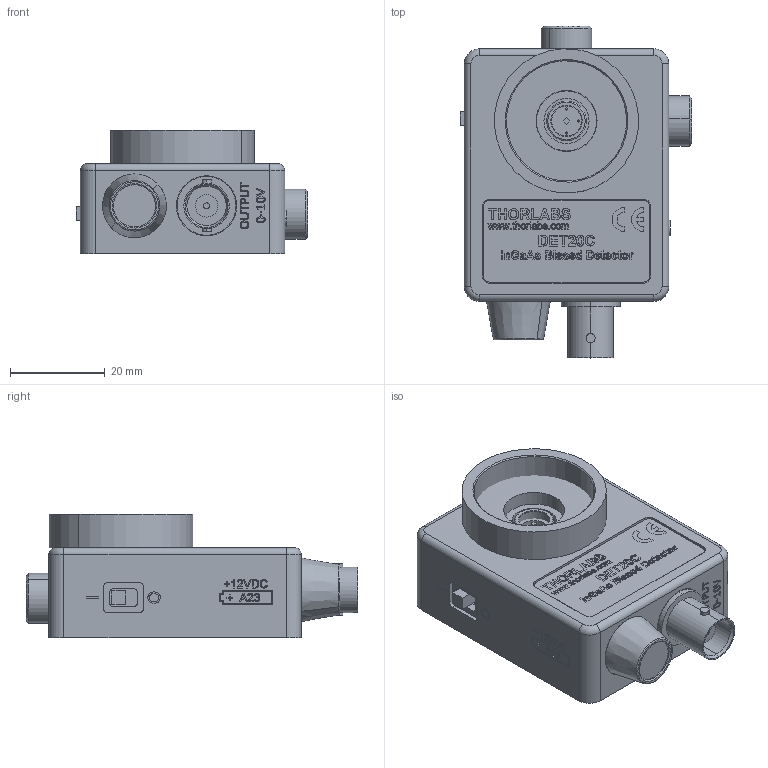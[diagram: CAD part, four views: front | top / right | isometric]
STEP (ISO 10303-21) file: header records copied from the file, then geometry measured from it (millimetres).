
FILE_DESCRIPTION (( 'STEP AP214' ), '1' );
FILE_NAME ('23157-E0W.STEP', '2012-03-21T14:38:33', ( 'Admin' ), ( '' ), 'SwSTEP 2.0', 'SolidWorks 2011', '' );
FILE_SCHEMA (( 'AUTOMOTIVE_DESIGN' ));
Length unit declared in the file: millimetre
Products named in the file (1): 23157-E0W
Bounding box: 48.83 x 70.12 x 26.16 mm (x, y, z)
Volume: 22364.8 mm3; surface area: 26273.2 mm2
Topology: 14 solids, 14 shells, 1901 faces, 4989 edges, 3289 vertices
Faces by surface type: plane 1039, bspline 516, cylinder 272, cone 52, torus 22
Entity records: 104017 total; most frequent: CARTESIAN_POINT 38971, ORIENTED_EDGE 9950, DIRECTION 7339, EDGE_CURVE 4975, VECTOR 3305, LINE 3305, VERTEX_POINT 3289, EDGE_LOOP 2138
